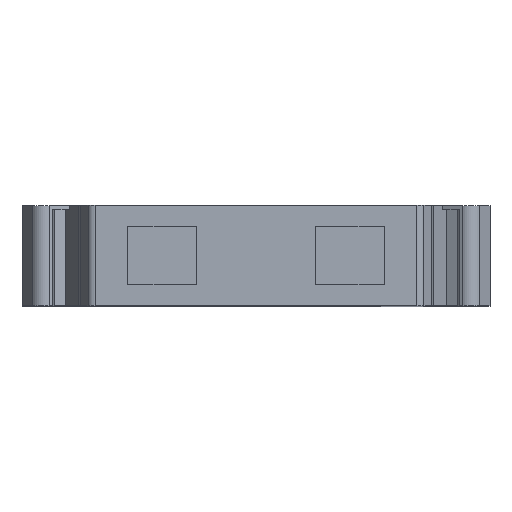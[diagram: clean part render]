
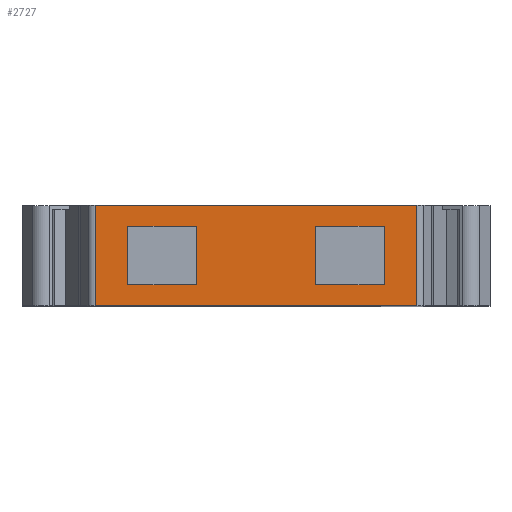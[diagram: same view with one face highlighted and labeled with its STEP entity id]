
A CAD part, top view. The second image highlights one B-rep face of the part: STEP entity #2727.
In plain terms, the highlighted planar face has unit normal (0, 0, 1).
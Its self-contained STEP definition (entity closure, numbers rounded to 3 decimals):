
#522=ORIENTED_EDGE('',*,*,#933,.F.);
#523=ORIENTED_EDGE('',*,*,#934,.F.);
#524=ORIENTED_EDGE('',*,*,#935,.F.);
#525=ORIENTED_EDGE('',*,*,#936,.F.);
#526=ORIENTED_EDGE('',*,*,#937,.F.);
#527=ORIENTED_EDGE('',*,*,#938,.F.);
#528=ORIENTED_EDGE('',*,*,#939,.F.);
#529=ORIENTED_EDGE('',*,*,#940,.F.);
#530=ORIENTED_EDGE('',*,*,#941,.F.);
#531=ORIENTED_EDGE('',*,*,#864,.T.);
#532=ORIENTED_EDGE('',*,*,#812,.T.);
#533=ORIENTED_EDGE('',*,*,#863,.T.);
#812=EDGE_CURVE('',#1084,#1083,#1269,.T.);
#863=EDGE_CURVE('',#1083,#1109,#1306,.T.);
#864=EDGE_CURVE('',#1110,#1084,#1307,.F.);
#933=EDGE_CURVE('',#1144,#1145,#1364,.T.);
#934=EDGE_CURVE('',#1146,#1144,#1365,.T.);
#935=EDGE_CURVE('',#1147,#1146,#1366,.T.);
#936=EDGE_CURVE('',#1145,#1147,#1367,.T.);
#937=EDGE_CURVE('',#1148,#1149,#1368,.T.);
#938=EDGE_CURVE('',#1150,#1148,#1369,.T.);
#939=EDGE_CURVE('',#1151,#1150,#1370,.T.);
#940=EDGE_CURVE('',#1149,#1151,#1371,.T.);
#941=EDGE_CURVE('',#1110,#1109,#1372,.T.);
#1083=VERTEX_POINT('',#3720);
#1084=VERTEX_POINT('',#3722);
#1109=VERTEX_POINT('',#3822);
#1110=VERTEX_POINT('',#3826);
#1144=VERTEX_POINT('',#3964);
#1145=VERTEX_POINT('',#3965);
#1146=VERTEX_POINT('',#3967);
#1147=VERTEX_POINT('',#3969);
#1148=VERTEX_POINT('',#3972);
#1149=VERTEX_POINT('',#3973);
#1150=VERTEX_POINT('',#3975);
#1151=VERTEX_POINT('',#3977);
#1269=LINE('',#3721,#1506);
#1306=LINE('',#3823,#1543);
#1307=LINE('',#3825,#1544);
#1364=LINE('',#3963,#1601);
#1365=LINE('',#3966,#1602);
#1366=LINE('',#3968,#1603);
#1367=LINE('',#3970,#1604);
#1368=LINE('',#3971,#1605);
#1369=LINE('',#3974,#1606);
#1370=LINE('',#3976,#1607);
#1371=LINE('',#3978,#1608);
#1372=LINE('',#3979,#1609);
#1506=VECTOR('',#3109,1000.);
#1543=VECTOR('',#3224,1000.);
#1544=VECTOR('',#3227,1000.);
#1601=VECTOR('',#3378,1000.);
#1602=VECTOR('',#3379,1000.);
#1603=VECTOR('',#3380,1000.);
#1604=VECTOR('',#3381,1000.);
#1605=VECTOR('',#3382,1000.);
#1606=VECTOR('',#3383,1000.);
#1607=VECTOR('',#3384,1000.);
#1608=VECTOR('',#3385,1000.);
#1609=VECTOR('',#3386,1000.);
#1725=EDGE_LOOP('',(#522,#523,#524,#525));
#1726=EDGE_LOOP('',(#526,#527,#528,#529));
#1727=EDGE_LOOP('',(#530,#531,#532,#533));
#1832=FACE_BOUND('',#1725,.T.);
#1833=FACE_BOUND('',#1726,.T.);
#1834=FACE_BOUND('',#1727,.T.);
#1909=PLANE('',#2888);
#2727=ADVANCED_FACE('',(#1832,#1833,#1834),#1909,.T.);
#2888=AXIS2_PLACEMENT_3D('',#3962,#3376,#3377);
#3109=DIRECTION('',(-1.,0.,0.));
#3224=DIRECTION('',(0.,-1.,0.));
#3227=DIRECTION('',(0.,-1.,0.));
#3376=DIRECTION('',(0.,0.,1.));
#3377=DIRECTION('',(1.,0.,0.));
#3378=DIRECTION('',(0.,-1.,0.));
#3379=DIRECTION('',(-1.,0.,0.));
#3380=DIRECTION('',(0.,1.,0.));
#3381=DIRECTION('',(1.,0.,0.));
#3382=DIRECTION('',(0.,-1.,0.));
#3383=DIRECTION('',(-1.,0.,0.));
#3384=DIRECTION('',(0.,1.,0.));
#3385=DIRECTION('',(1.,0.,0.));
#3386=DIRECTION('',(-1.,0.,0.));
#3720=CARTESIAN_POINT('',(-9.615,6.,16.8));
#3721=CARTESIAN_POINT('',(14.,6.,16.8));
#3722=CARTESIAN_POINT('',(9.615,6.,16.8));
#3822=CARTESIAN_POINT('',(-9.615,0.,16.8));
#3823=CARTESIAN_POINT('',(-9.615,6.,16.8));
#3825=CARTESIAN_POINT('',(9.615,6.,16.8));
#3826=CARTESIAN_POINT('',(9.615,0.,16.8));
#3962=CARTESIAN_POINT('',(14.,6.,16.8));
#3963=CARTESIAN_POINT('',(3.57,4.75,16.8));
#3964=CARTESIAN_POINT('',(3.57,4.75,16.8));
#3965=CARTESIAN_POINT('',(3.57,1.25,16.8));
#3966=CARTESIAN_POINT('',(7.67,4.75,16.8));
#3967=CARTESIAN_POINT('',(7.67,4.75,16.8));
#3968=CARTESIAN_POINT('',(7.67,1.25,16.8));
#3969=CARTESIAN_POINT('',(7.67,1.25,16.8));
#3970=CARTESIAN_POINT('',(3.57,1.25,16.8));
#3971=CARTESIAN_POINT('',(-7.67,4.75,16.8));
#3972=CARTESIAN_POINT('',(-7.67,4.75,16.8));
#3973=CARTESIAN_POINT('',(-7.67,1.25,16.8));
#3974=CARTESIAN_POINT('',(-3.57,4.75,16.8));
#3975=CARTESIAN_POINT('',(-3.57,4.75,16.8));
#3976=CARTESIAN_POINT('',(-3.57,1.25,16.8));
#3977=CARTESIAN_POINT('',(-3.57,1.25,16.8));
#3978=CARTESIAN_POINT('',(-7.67,1.25,16.8));
#3979=CARTESIAN_POINT('',(14.,0.,16.8));
